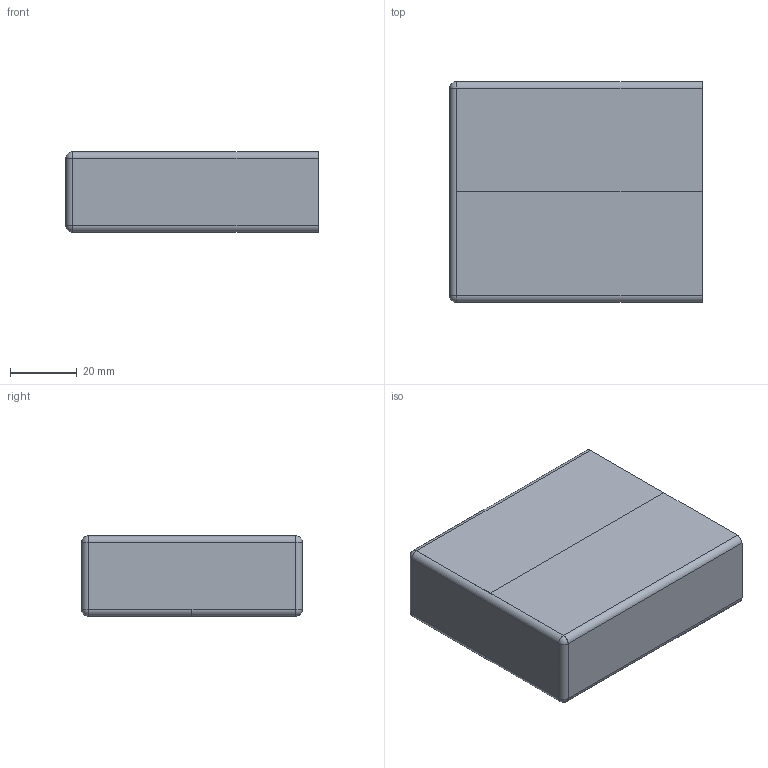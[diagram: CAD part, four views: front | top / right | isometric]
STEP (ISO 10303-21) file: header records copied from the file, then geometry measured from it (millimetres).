
FILE_DESCRIPTION(('FreeCAD Model'),'2;1');
FILE_NAME('Open CASCADE Shape Model','2024-05-17T09:22:03',(''),(''), 'Open CASCADE STEP processor 7.7','FreeCAD','Unknown');
FILE_SCHEMA(('AUTOMOTIVE_DESIGN { 1 0 10303 214 1 1 1 1 }'));
Length unit declared in the file: millimetre
Products named in the file (1): receiver_uno_box
Bounding box: 75.5 x 66 x 24 mm (x, y, z)
Volume: 33828.4 mm3; surface area: 29699 mm2
Topology: 1 solids, 1 shells, 88 faces, 203 edges, 117 vertices
Faces by surface type: plane 67, cylinder 17, sphere 4
Full cylindrical faces by diameter (mm): 1.45 x4
Entity records: 4999 total; most frequent: CARTESIAN_POINT 827, DIRECTION 800, LINE 556, VECTOR 556, ORIENTED_EDGE 398, PCURVE 398, DEFINITIONAL_REPRESENTATION 398, EDGE_CURVE 199
